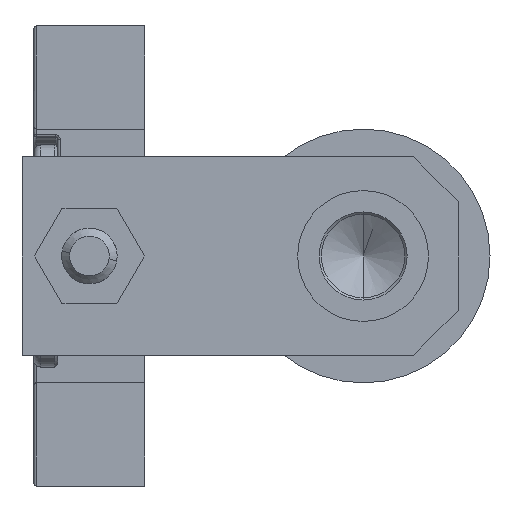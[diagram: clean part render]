
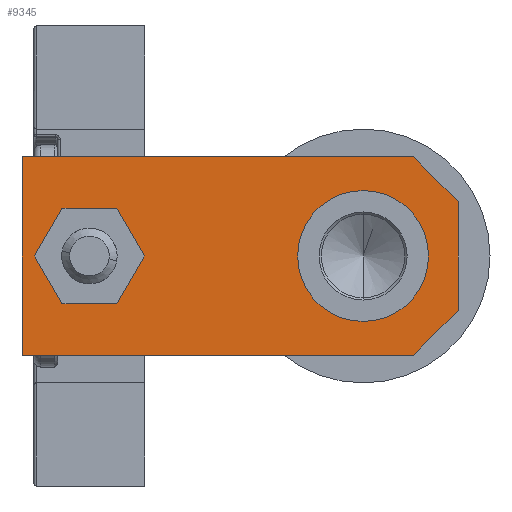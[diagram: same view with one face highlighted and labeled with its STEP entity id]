
A CAD part, left-side view. The second image highlights one B-rep face of the part: STEP entity #9345.
In plain terms, the highlighted face is planar.
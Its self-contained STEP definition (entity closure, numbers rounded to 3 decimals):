
#293 = LINE ( 'NONE', #7584, #22339 ) ;
#309 = DIRECTION ( 'NONE',  ( 0., 0., 1. ) ) ;
#1733 = CARTESIAN_POINT ( 'NONE',  ( 0., 0., 6. ) ) ;
#1858 = VERTEX_POINT ( 'NONE', #43905 ) ;
#2895 = AXIS2_PLACEMENT_3D ( 'NONE', #35082, #35342, #43435 ) ;
#3716 = CIRCLE ( 'NONE', #2895, 4. ) ;
#4253 = VERTEX_POINT ( 'NONE', #49034 ) ;
#6646 = CARTESIAN_POINT ( 'NONE',  ( 12.5, 5.66, 6. ) ) ;
#7494 = AXIS2_PLACEMENT_3D ( 'NONE', #36005, #309, #20374 ) ;
#7584 = CARTESIAN_POINT ( 'NONE',  ( -3.42, -3.42, 6. ) ) ;
#8561 = CARTESIAN_POINT ( 'NONE',  ( -12.5, 0., 6. ) ) ;
#8757 = DIRECTION ( 'NONE',  ( 0.707, 0.707, 0. ) ) ;
#8761 = VECTOR ( 'NONE', #16646, 1000. ) ;
#8849 = VERTEX_POINT ( 'NONE', #39871 ) ;
#8921 = LINE ( 'NONE', #16239, #23631 ) ;
#8936 = DIRECTION ( 'NONE',  ( 0., 0., 1. ) ) ;
#9345 = ADVANCED_FACE ( 'NONE', ( #37429, #45786, #9804 ), #17386, .T. ) ;
#9472 = ORIENTED_EDGE ( 'NONE', *, *, #26012, .T. ) ;
#9731 = ORIENTED_EDGE ( 'NONE', *, *, #30731, .F. ) ;
#9804 = FACE_BOUND ( 'NONE', #22455, .T. ) ;
#10202 = LINE ( 'NONE', #26882, #14530 ) ;
#12592 = DIRECTION ( 'NONE',  ( 0., -1., 0. ) ) ;
#12633 = EDGE_LOOP ( 'NONE', ( #42075, #22815 ) ) ;
#14197 = LINE ( 'NONE', #37895, #40724 ) ;
#14530 = VECTOR ( 'NONE', #50357, 1000. ) ;
#14803 = CIRCLE ( 'NONE', #31463, 8.25 ) ;
#16239 = CARTESIAN_POINT ( 'NONE',  ( -12.5, 55., 6. ) ) ;
#16261 = EDGE_CURVE ( 'NONE', #4253, #47182, #14803, .T. ) ;
#16646 = DIRECTION ( 'NONE',  ( 1., 0., 0. ) ) ;
#17116 = DIRECTION ( 'NONE',  ( 0., 0., 1. ) ) ;
#17386 = PLANE ( 'NONE',  #22190 ) ;
#19002 = AXIS2_PLACEMENT_3D ( 'NONE', #37332, #8936, #24843 ) ;
#19686 = DIRECTION ( 'NONE',  ( 1., 0., 0. ) ) ;
#20242 = LINE ( 'NONE', #28835, #31561 ) ;
#20374 = DIRECTION ( 'NONE',  ( 1., 0., 0. ) ) ;
#20680 = ORIENTED_EDGE ( 'NONE', *, *, #49455, .T. ) ;
#22190 = AXIS2_PLACEMENT_3D ( 'NONE', #1733, #17116, #45021 ) ;
#22339 = VECTOR ( 'NONE', #27921, 1000. ) ;
#22455 = EDGE_LOOP ( 'NONE', ( #9731, #27672 ) ) ;
#22469 = ORIENTED_EDGE ( 'NONE', *, *, #29192, .T. ) ;
#22815 = ORIENTED_EDGE ( 'NONE', *, *, #49636, .F. ) ;
#23631 = VECTOR ( 'NONE', #12592, 1000. ) ;
#23957 = EDGE_CURVE ( 'NONE', #1858, #43197, #293, .T. ) ;
#24289 = VERTEX_POINT ( 'NONE', #50060 ) ;
#24843 = DIRECTION ( 'NONE',  ( 1., 0., 0. ) ) ;
#26012 = EDGE_CURVE ( 'NONE', #8849, #24289, #14197, .T. ) ;
#26526 = CIRCLE ( 'NONE', #19002, 4. ) ;
#26882 = CARTESIAN_POINT ( 'NONE',  ( 12.5, 0., 6. ) ) ;
#27128 = CARTESIAN_POINT ( 'NONE',  ( -8.25, 12., 6. ) ) ;
#27183 = EDGE_CURVE ( 'NONE', #45708, #51200, #26526, .T. ) ;
#27394 = CARTESIAN_POINT ( 'NONE',  ( 4., 46.5, 6. ) ) ;
#27672 = ORIENTED_EDGE ( 'NONE', *, *, #16261, .F. ) ;
#27921 = DIRECTION ( 'NONE',  ( 0.707, -0.707, 0. ) ) ;
#28835 = CARTESIAN_POINT ( 'NONE',  ( 3.42, -3.42, 6. ) ) ;
#29192 = EDGE_CURVE ( 'NONE', #29332, #42400, #20242, .T. ) ;
#29332 = VERTEX_POINT ( 'NONE', #42345 ) ;
#30731 = EDGE_CURVE ( 'NONE', #47182, #4253, #49945, .T. ) ;
#31404 = CARTESIAN_POINT ( 'NONE',  ( 0., 12., 6. ) ) ;
#31463 = AXIS2_PLACEMENT_3D ( 'NONE', #31404, #35832, #19686 ) ;
#31561 = VECTOR ( 'NONE', #8757, 1000. ) ;
#31848 = ORIENTED_EDGE ( 'NONE', *, *, #48933, .T. ) ;
#33689 = ORIENTED_EDGE ( 'NONE', *, *, #23957, .T. ) ;
#35082 = CARTESIAN_POINT ( 'NONE',  ( 0., 46.5, 6. ) ) ;
#35342 = DIRECTION ( 'NONE',  ( 0., 0., 1. ) ) ;
#35832 = DIRECTION ( 'NONE',  ( 0., 0., 1. ) ) ;
#36005 = CARTESIAN_POINT ( 'NONE',  ( 0., 12., 6. ) ) ;
#36585 = EDGE_LOOP ( 'NONE', ( #49702, #33689, #20680, #22469, #31848, #9472 ) ) ;
#37332 = CARTESIAN_POINT ( 'NONE',  ( 0., 46.5, 6. ) ) ;
#37429 = FACE_BOUND ( 'NONE', #12633, .T. ) ;
#37895 = CARTESIAN_POINT ( 'NONE',  ( 12.5, 55., 6. ) ) ;
#39871 = CARTESIAN_POINT ( 'NONE',  ( 12.5, 55., 6. ) ) ;
#40724 = VECTOR ( 'NONE', #46517, 1000. ) ;
#41025 = CARTESIAN_POINT ( 'NONE',  ( -4., 46.5, 6. ) ) ;
#42075 = ORIENTED_EDGE ( 'NONE', *, *, #27183, .F. ) ;
#42345 = CARTESIAN_POINT ( 'NONE',  ( 6.84, 0., 6. ) ) ;
#42400 = VERTEX_POINT ( 'NONE', #6646 ) ;
#43197 = VERTEX_POINT ( 'NONE', #45847 ) ;
#43435 = DIRECTION ( 'NONE',  ( 1., 0., 0. ) ) ;
#43905 = CARTESIAN_POINT ( 'NONE',  ( -12.5, 5.66, 6. ) ) ;
#44279 = LINE ( 'NONE', #8561, #8761 ) ;
#45021 = DIRECTION ( 'NONE',  ( 1., 0., 0. ) ) ;
#45708 = VERTEX_POINT ( 'NONE', #41025 ) ;
#45786 = FACE_OUTER_BOUND ( 'NONE', #36585, .T. ) ;
#45847 = CARTESIAN_POINT ( 'NONE',  ( -6.84, 0., 6. ) ) ;
#46517 = DIRECTION ( 'NONE',  ( -1., 0., 0. ) ) ;
#46923 = EDGE_CURVE ( 'NONE', #24289, #1858, #8921, .T. ) ;
#47182 = VERTEX_POINT ( 'NONE', #27128 ) ;
#48933 = EDGE_CURVE ( 'NONE', #42400, #8849, #10202, .T. ) ;
#49034 = CARTESIAN_POINT ( 'NONE',  ( 8.25, 12., 6. ) ) ;
#49455 = EDGE_CURVE ( 'NONE', #43197, #29332, #44279, .T. ) ;
#49636 = EDGE_CURVE ( 'NONE', #51200, #45708, #3716, .T. ) ;
#49702 = ORIENTED_EDGE ( 'NONE', *, *, #46923, .T. ) ;
#49945 = CIRCLE ( 'NONE', #7494, 8.25 ) ;
#50060 = CARTESIAN_POINT ( 'NONE',  ( -12.5, 55., 6. ) ) ;
#50357 = DIRECTION ( 'NONE',  ( 0., 1., 0. ) ) ;
#51200 = VERTEX_POINT ( 'NONE', #27394 ) ;
